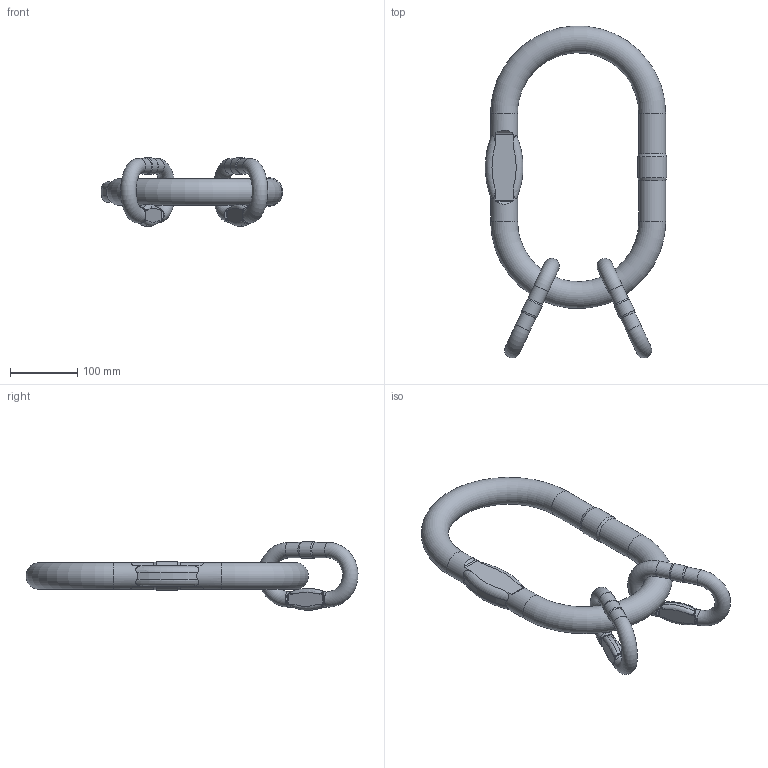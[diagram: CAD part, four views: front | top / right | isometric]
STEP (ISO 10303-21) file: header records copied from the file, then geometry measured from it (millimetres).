
FILE_DESCRIPTION(/* description */ (''),/* implementation_level */ '2;1');
FILE_NAME(/* name */ 'pewag_VLW_2-16_4-13',/* time_stamp */ '2010-02-24T12:54:10+01:00',/* author */ (''),/* organization */ (''),/* preprocessor_version */ 'ST-DEVELOPER v9',/* originating_system */ 'UGS - NX 4.0',/* authorisation */ '');
FILE_SCHEMA (('AUTOMOTIVE_DESIGN { 1 0 10303 214 1 1 1 1 }'));
Length unit declared in the file: millimetre
Products named in the file (1): rit9D03c131
Bounding box: 269.4 x 493.19 x 101.41 mm (x, y, z)
Volume: 1595487.8 mm3; surface area: 182597.1 mm2
Topology: 3 solids, 3 shells, 111 faces, 295 edges, 180 vertices
Faces by surface type: cylinder 41, bspline 28, torus 18, plane 18, cone 6
Full cylindrical faces by diameter (mm): 23 x8, 24.725 x2, 40 x4, 43 x1
Entity records: 4426 total; most frequent: CARTESIAN_POINT 2070, ORIENTED_EDGE 504, DIRECTION 424, EDGE_CURVE 252, AXIS2_PLACEMENT_3D 184, VERTEX_POINT 168, EDGE_LOOP 138, ADVANCED_FACE 111
